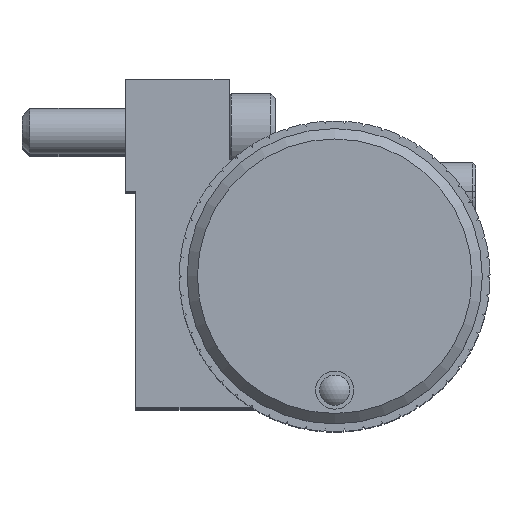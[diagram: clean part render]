
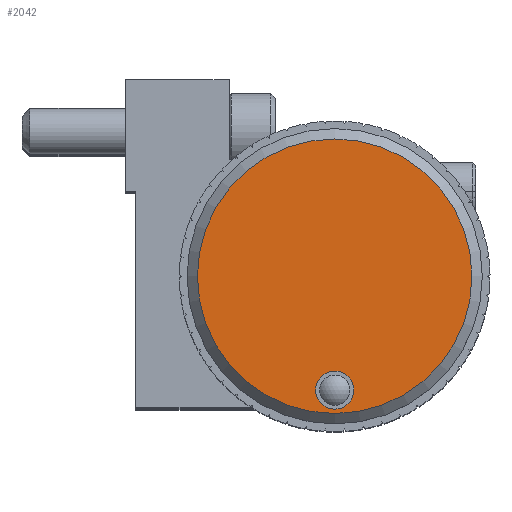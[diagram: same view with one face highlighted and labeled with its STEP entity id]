
A CAD part, top view. The second image highlights one B-rep face of the part: STEP entity #2042.
In plain terms, the highlighted planar face has unit normal (0, 0, 1).
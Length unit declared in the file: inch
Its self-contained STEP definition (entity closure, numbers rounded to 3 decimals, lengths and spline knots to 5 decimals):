
#24 = EDGE_CURVE ( 'NONE', #7350, #7350, #7915, .T. ) ;
#776 = ORIENTED_EDGE ( 'NONE', *, *, #24, .T. ) ;
#859 = DIRECTION ( 'NONE',  ( 0., 0., 1. ) ) ;
#1511 = DIRECTION ( 'NONE',  ( 0., 0., 1. ) ) ;
#2042 = ADVANCED_FACE ( 'NONE', ( #5279, #13435 ), #9869, .T. ) ;
#2497 = CIRCLE ( 'NONE', #5334, 0.046 ) ;
#2616 = AXIS2_PLACEMENT_3D ( 'NONE', #7225, #859, #8302 ) ;
#4252 = AXIS2_PLACEMENT_3D ( 'NONE', #7723, #12017, #5657 ) ;
#4288 = CARTESIAN_POINT ( 'NONE',  ( 10.45232, 0.74105, 5.84672 ) ) ;
#4888 = ORIENTED_EDGE ( 'NONE', *, *, #12323, .F. ) ;
#5279 = FACE_OUTER_BOUND ( 'NONE', #11281, .T. ) ;
#5334 = AXIS2_PLACEMENT_3D ( 'NONE', #7873, #1511, #8958 ) ;
#5657 = DIRECTION ( 'NONE',  ( 0., 1., 0. ) ) ;
#7225 = CARTESIAN_POINT ( 'NONE',  ( 10.45232, 0.97005, 5.84672 ) ) ;
#7350 = VERTEX_POINT ( 'NONE', #8231 ) ;
#7723 = CARTESIAN_POINT ( 'NONE',  ( 10.45232, 0.97005, 5.84672 ) ) ;
#7873 = CARTESIAN_POINT ( 'NONE',  ( 10.45232, 0.69505, 5.84672 ) ) ;
#7915 = CIRCLE ( 'NONE', #2616, 0.3315 ) ;
#8231 = CARTESIAN_POINT ( 'NONE',  ( 10.45232, 1.30155, 5.84672 ) ) ;
#8302 = DIRECTION ( 'NONE',  ( 0., 1., 0. ) ) ;
#8686 = EDGE_LOOP ( 'NONE', ( #4888 ) ) ;
#8958 = DIRECTION ( 'NONE',  ( 0., 1., 0. ) ) ;
#9869 = PLANE ( 'NONE',  #4252 ) ;
#10353 = VERTEX_POINT ( 'NONE', #4288 ) ;
#11281 = EDGE_LOOP ( 'NONE', ( #776 ) ) ;
#12017 = DIRECTION ( 'NONE',  ( 0., 0., 1. ) ) ;
#12323 = EDGE_CURVE ( 'NONE', #10353, #10353, #2497, .T. ) ;
#13435 = FACE_BOUND ( 'NONE', #8686, .T. ) ;
